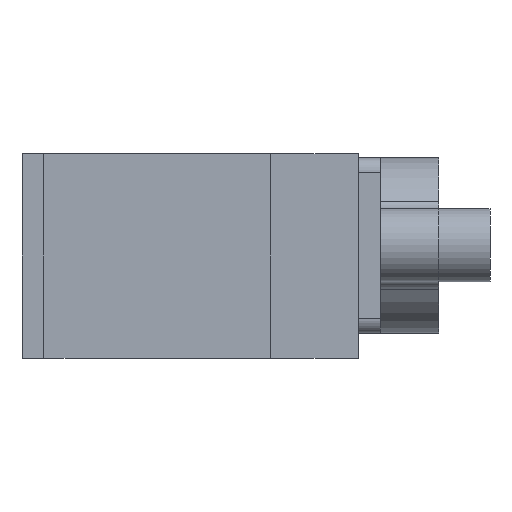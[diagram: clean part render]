
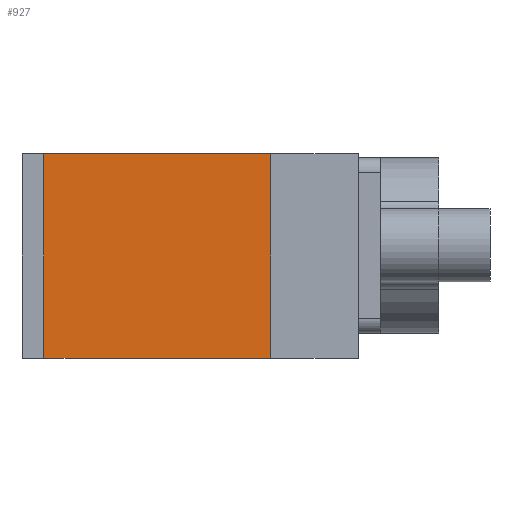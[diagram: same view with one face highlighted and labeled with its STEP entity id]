
A CAD part, left-side view. The second image highlights one B-rep face of the part: STEP entity #927.
In plain terms, the highlighted face is planar.
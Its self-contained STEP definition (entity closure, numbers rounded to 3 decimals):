
#245 = VERTEX_POINT('',#246);
#246 = CARTESIAN_POINT('',(10.,-13.5,0.));
#252 = EDGE_CURVE('',#253,#245,#255,.T.);
#253 = VERTEX_POINT('',#254);
#254 = CARTESIAN_POINT('',(-5.5,-13.5,0.));
#255 = LINE('',#256,#257);
#256 = CARTESIAN_POINT('',(-5.5,-13.5,0.));
#257 = VECTOR('',#258,1.);
#258 = DIRECTION('',(1.,0.,0.));
#276 = EDGE_CURVE('',#253,#277,#279,.T.);
#277 = VERTEX_POINT('',#278);
#278 = CARTESIAN_POINT('',(-5.5,-13.5,14.));
#279 = LINE('',#280,#281);
#280 = CARTESIAN_POINT('',(-5.5,-13.5,0.));
#281 = VECTOR('',#282,1.);
#282 = DIRECTION('',(0.,0.,1.));
#308 = EDGE_CURVE('',#309,#277,#311,.T.);
#309 = VERTEX_POINT('',#310);
#310 = CARTESIAN_POINT('',(10.,-13.5,14.));
#311 = LINE('',#312,#313);
#312 = CARTESIAN_POINT('',(10.,-13.5,14.));
#313 = VECTOR('',#314,1.);
#314 = DIRECTION('',(-1.,0.,0.));
#903 = EDGE_CURVE('',#245,#309,#904,.T.);
#904 = LINE('',#905,#906);
#905 = CARTESIAN_POINT('',(10.,-13.5,0.));
#906 = VECTOR('',#907,1.);
#907 = DIRECTION('',(0.,0.,1.));
#927 = ADVANCED_FACE('',(#928),#934,.T.);
#928 = FACE_BOUND('',#929,.T.);
#929 = EDGE_LOOP('',(#930,#931,#932,#933));
#930 = ORIENTED_EDGE('',*,*,#276,.F.);
#931 = ORIENTED_EDGE('',*,*,#252,.T.);
#932 = ORIENTED_EDGE('',*,*,#903,.T.);
#933 = ORIENTED_EDGE('',*,*,#308,.T.);
#934 = PLANE('',#935);
#935 = AXIS2_PLACEMENT_3D('',#936,#937,#938);
#936 = CARTESIAN_POINT('',(2.25,-13.5,7.));
#937 = DIRECTION('',(-0.,-1.,-0.));
#938 = DIRECTION('',(0.,0.,-1.));
